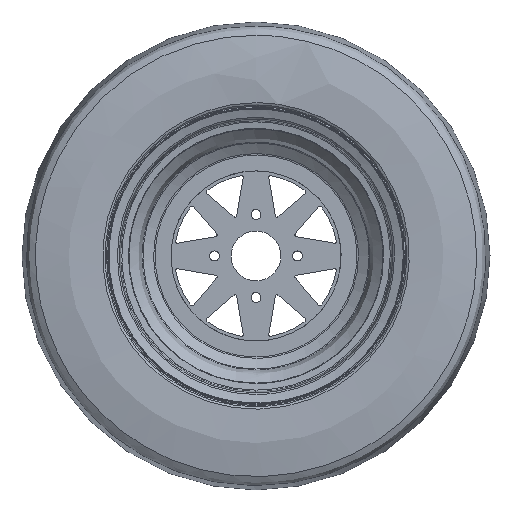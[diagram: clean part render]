
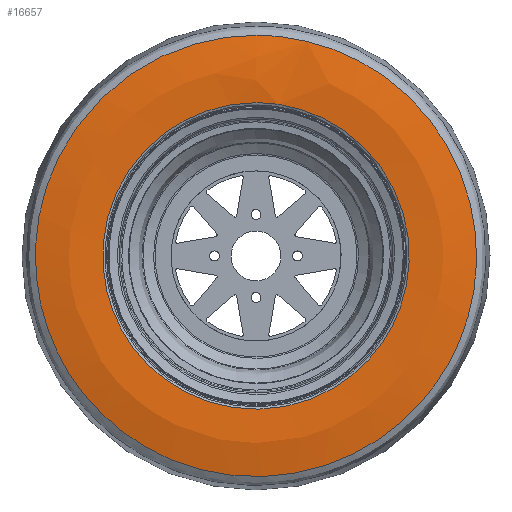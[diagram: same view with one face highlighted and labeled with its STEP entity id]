
A CAD part, front view. The second image highlights one B-rep face of the part: STEP entity #16657.
In plain terms, the highlighted free-form (B-spline) face has degree [2, 2] with [9, 3] control points.
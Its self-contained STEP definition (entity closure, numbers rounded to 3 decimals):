
#16610 = EDGE_CURVE('',#16611,#16611,#16613,.T.);
#16611 = VERTEX_POINT('',#16612);
#16612 = CARTESIAN_POINT('',(0.,-107.971,
    339.147));
#16613 = ( BOUNDED_CURVE() B_SPLINE_CURVE(2,(#16614,#16615,#16616,#16617
    ,#16618,#16619,#16620),.UNSPECIFIED.,.T.,.F.) 
B_SPLINE_CURVE_WITH_KNOTS((3,2,2,3),(1.571,3.665,
5.76,7.854),.PIECEWISE_BEZIER_KNOTS.) CURVE() 
GEOMETRIC_REPRESENTATION_ITEM() RATIONAL_B_SPLINE_CURVE((1.,0.5,1.,0.5,
1.,0.5,1.)) REPRESENTATION_ITEM('') );
#16614 = CARTESIAN_POINT('',(0.,-107.971,
    339.147));
#16615 = CARTESIAN_POINT('',(-587.42,-107.971,
    339.147));
#16616 = CARTESIAN_POINT('',(-293.71,-107.971,
    -169.573));
#16617 = CARTESIAN_POINT('',(0.,-107.971,
    -678.294));
#16618 = CARTESIAN_POINT('',(293.71,-107.971,
    -169.573));
#16619 = CARTESIAN_POINT('',(587.42,-107.971,
    339.147));
#16620 = CARTESIAN_POINT('',(0.,-107.971,
    339.147));
#16657 = ADVANCED_FACE('',(#16658),#16680,.T.);
#16658 = FACE_BOUND('',#16659,.T.);
#16659 = EDGE_LOOP('',(#16660,#16672,#16678,#16679));
#16660 = ORIENTED_EDGE('',*,*,#16661,.F.);
#16661 = EDGE_CURVE('',#16662,#16662,#16664,.T.);
#16662 = VERTEX_POINT('',#16663);
#16663 = CARTESIAN_POINT('',(0.,-113.874,
    235.541));
#16664 = ( BOUNDED_CURVE() B_SPLINE_CURVE(2,(#16665,#16666,#16667,#16668
    ,#16669,#16670,#16671),.UNSPECIFIED.,.T.,.F.) 
B_SPLINE_CURVE_WITH_KNOTS((3,2,2,3),(1.571,3.665,
5.76,7.854),.PIECEWISE_BEZIER_KNOTS.) CURVE() 
GEOMETRIC_REPRESENTATION_ITEM() RATIONAL_B_SPLINE_CURVE((1.,0.5,1.,0.5,
1.,0.5,1.)) REPRESENTATION_ITEM('') );
#16665 = CARTESIAN_POINT('',(0.,-113.874,
    235.541));
#16666 = CARTESIAN_POINT('',(-407.969,-113.874,
    235.541));
#16667 = CARTESIAN_POINT('',(-203.984,-113.874,
    -117.77));
#16668 = CARTESIAN_POINT('',(0.,-113.874,
    -471.082));
#16669 = CARTESIAN_POINT('',(203.984,-113.874,
    -117.77));
#16670 = CARTESIAN_POINT('',(407.969,-113.874,
    235.541));
#16671 = CARTESIAN_POINT('',(0.,-113.874,
    235.541));
#16672 = ORIENTED_EDGE('',*,*,#16673,.T.);
#16673 = EDGE_CURVE('',#16662,#16611,#16674,.T.);
#16674 = ( BOUNDED_CURVE() B_SPLINE_CURVE(2,(#16675,#16676,#16677),
.UNSPECIFIED.,.F.,.F.) B_SPLINE_CURVE_WITH_KNOTS((3,3),(4.559,
4.98),.PIECEWISE_BEZIER_KNOTS.) CURVE() 
GEOMETRIC_REPRESENTATION_ITEM() RATIONAL_B_SPLINE_CURVE((1.,
0.978,1.)) REPRESENTATION_ITEM('') );
#16675 = CARTESIAN_POINT('',(0.,-113.874,
    235.541));
#16676 = CARTESIAN_POINT('',(0.,-122.006,
    287.975));
#16677 = CARTESIAN_POINT('',(0.,-107.971,
    339.147));
#16678 = ORIENTED_EDGE('',*,*,#16610,.T.);
#16679 = ORIENTED_EDGE('',*,*,#16673,.F.);
#16680 = ( BOUNDED_SURFACE() B_SPLINE_SURFACE(2,2,(
    (#16681,#16682,#16683)
    ,(#16684,#16685,#16686)
    ,(#16687,#16688,#16689)
    ,(#16690,#16691,#16692)
    ,(#16693,#16694,#16695)
    ,(#16696,#16697,#16698)
    ,(#16699,#16700,#16701)
    ,(#16702,#16703,#16704)
    ,(#16705,#16706,#16707
)),.UNSPECIFIED.,.T.,.F.,.F.) B_SPLINE_SURFACE_WITH_KNOTS((3,2,2,2,3),(3
    ,3),(-3.142,-2.094,0.,2.094,3.142)
  ,(1.303,1.725),.UNSPECIFIED.) 
GEOMETRIC_REPRESENTATION_ITEM() RATIONAL_B_SPLINE_SURFACE((
    (0.75,0.733,0.75)
    ,(0.75,0.733,0.75)
    ,(1.,0.978,1.)
    ,(0.5,0.489,0.5)
    ,(1.,0.978,1.)
    ,(0.5,0.489,0.5)
    ,(1.,0.978,1.)
    ,(0.75,0.733,0.75)
,(0.75,0.733,0.75))) REPRESENTATION_ITEM('') SURFACE() );
#16681 = CARTESIAN_POINT('',(0.,-107.971,
    339.147));
#16682 = CARTESIAN_POINT('',(0.,-122.006,
    287.975));
#16683 = CARTESIAN_POINT('',(0.,-113.874,
    235.541));
#16684 = CARTESIAN_POINT('',(-195.807,-107.971,
    339.147));
#16685 = CARTESIAN_POINT('',(-166.263,-122.006,
    287.975));
#16686 = CARTESIAN_POINT('',(-135.99,-113.874,
    235.541));
#16687 = CARTESIAN_POINT('',(-293.71,-107.971,
    169.573));
#16688 = CARTESIAN_POINT('',(-249.394,-122.006,
    143.988));
#16689 = CARTESIAN_POINT('',(-203.984,-113.874,
    117.77));
#16690 = CARTESIAN_POINT('',(-587.42,-107.971,
    -339.147));
#16691 = CARTESIAN_POINT('',(-498.788,-122.006,
    -287.975));
#16692 = CARTESIAN_POINT('',(-407.969,-113.874,
    -235.541));
#16693 = CARTESIAN_POINT('',(0.,-107.971,-339.147));
#16694 = CARTESIAN_POINT('',(0.,-122.006,-287.975));
#16695 = CARTESIAN_POINT('',(0.,-113.874,-235.541));
#16696 = CARTESIAN_POINT('',(587.42,-107.971,
    -339.147));
#16697 = CARTESIAN_POINT('',(498.788,-122.006,
    -287.975));
#16698 = CARTESIAN_POINT('',(407.969,-113.874,
    -235.541));
#16699 = CARTESIAN_POINT('',(293.71,-107.971,
    169.573));
#16700 = CARTESIAN_POINT('',(249.394,-122.006,
    143.988));
#16701 = CARTESIAN_POINT('',(203.984,-113.874,
    117.77));
#16702 = CARTESIAN_POINT('',(195.807,-107.971,
    339.147));
#16703 = CARTESIAN_POINT('',(166.263,-122.006,
    287.975));
#16704 = CARTESIAN_POINT('',(135.99,-113.874,
    235.541));
#16705 = CARTESIAN_POINT('',(0.,-107.971,
    339.147));
#16706 = CARTESIAN_POINT('',(0.,-122.006,
    287.975));
#16707 = CARTESIAN_POINT('',(0.,-113.874,
    235.541));
